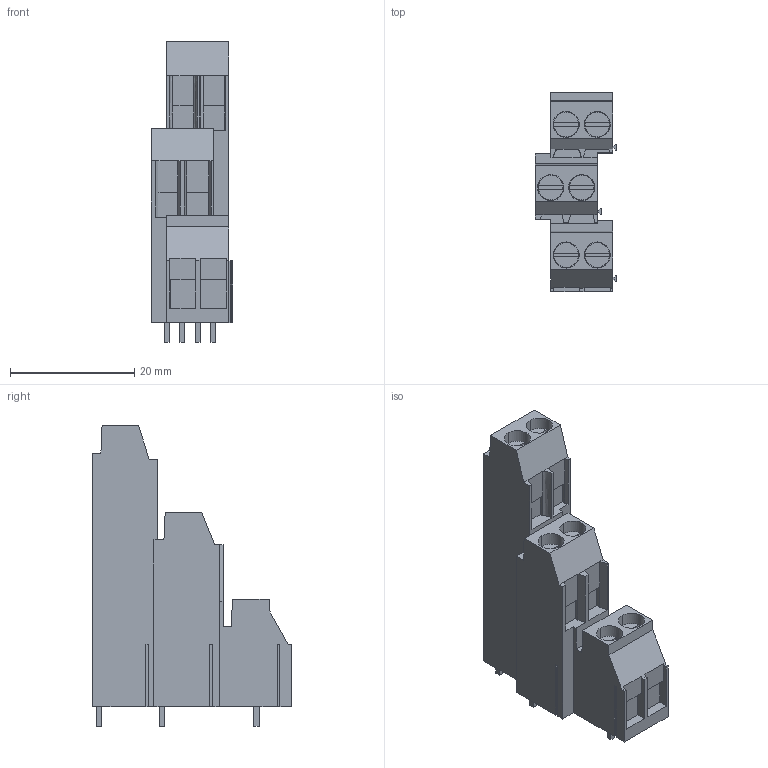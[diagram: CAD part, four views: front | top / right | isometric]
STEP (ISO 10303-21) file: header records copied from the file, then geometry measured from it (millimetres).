
FILE_DESCRIPTION(('CATIA V5 STEP','CAx-IF Rec.Pracs.--- Model Styling and Organization---1.4--- 2014-01-23'),'2;1');
FILE_NAME ('D1459535_1', '2024-03-19T08:29:05+00:00', ('none'), ('Weidmueller'), 'CATIA Version 5-6 Release 2016 SP3 HF44', 'CATIA V5 STEP AP214', 'none');
FILE_SCHEMA(('AUTOMOTIVE_DESIGN { 1 0 10303 214 1 1 1 1 }'));
Length unit declared in the file: millimetre
Products named in the file (1): 1934360000
Bounding box: 13.15 x 32 x 48.47 mm (x, y, z)
Volume: 8370.7 mm3; surface area: 5049.5 mm2
Topology: 13 solids, 13 shells, 393 faces, 1101 edges, 741 vertices
Faces by surface type: plane 365, cylinder 25, extrusion 3
Entity records: 12298 total; most frequent: CARTESIAN_POINT 2422, ORIENTED_EDGE 2202, DIRECTION 1727, EDGE_CURVE 1101, VECTOR 997, LINE 994, VERTEX_POINT 741, EDGE_LOOP 400
